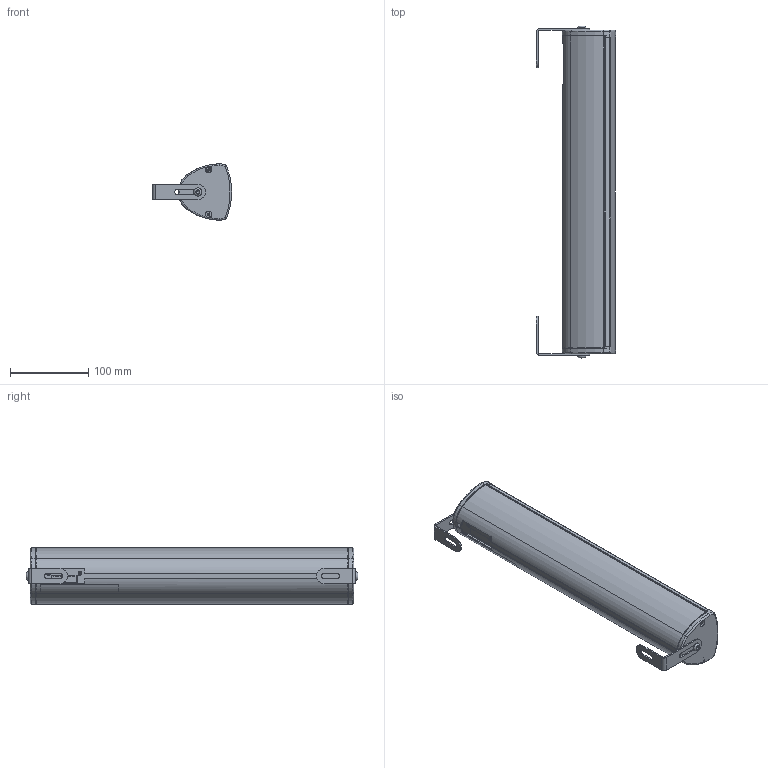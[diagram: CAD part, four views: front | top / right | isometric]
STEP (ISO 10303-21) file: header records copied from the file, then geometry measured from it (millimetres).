
FILE_DESCRIPTION(/* description */ (''),/* implementation_level */ '2;1');
FILE_NAME(/* name */ 'AUDAC-LINO4.stp',/* time_stamp */ '2021-03-16T15:11:54+01:00',/* author */ ('kamiel'),/* organization */ (''),/* preprocessor_version */ 'ST-DEVELOPER v18.1',/* originating_system */ 'Autodesk Inventor 2021',/* authorisation */ '');
FILE_SCHEMA (('AUTOMOTIVE_DESIGN { 1 0 10303 214 3 1 1 }'));
Length unit declared in the file: millimetre
Products named in the file (1): AUDAC-LINO4
Bounding box: 101.07 x 424.6 x 72.01 mm (x, y, z)
Volume: 1540897.1 mm3; surface area: 166288.8 mm2
Topology: 1 solids, 3 shells, 1079 faces, 2937 edges, 1862 vertices
Faces by surface type: plane 374, cylinder 242, bspline 222, torus 118, cone 88, sphere 35
Full cylindrical faces by diameter (mm): 2.256 x2, 3 x2, 6 x2, 8 x4, 10.5 x2
Entity records: 43829 total; most frequent: CARTESIAN_POINT 16772, ORIENTED_EDGE 5856, DIRECTION 4992, EDGE_CURVE 2928, AXIS2_PLACEMENT_3D 1950, VERTEX_POINT 1862, EDGE_LOOP 1120, LINE 1092
